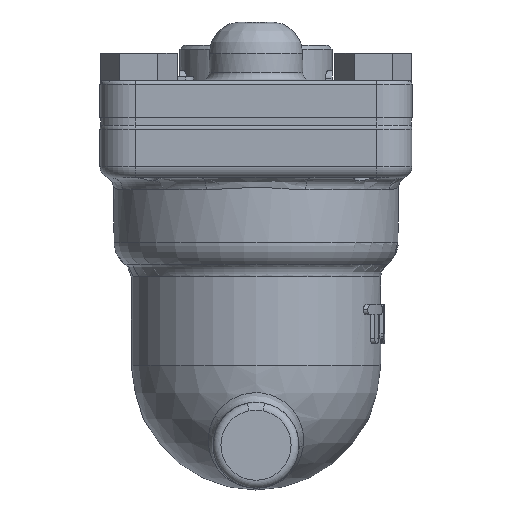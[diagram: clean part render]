
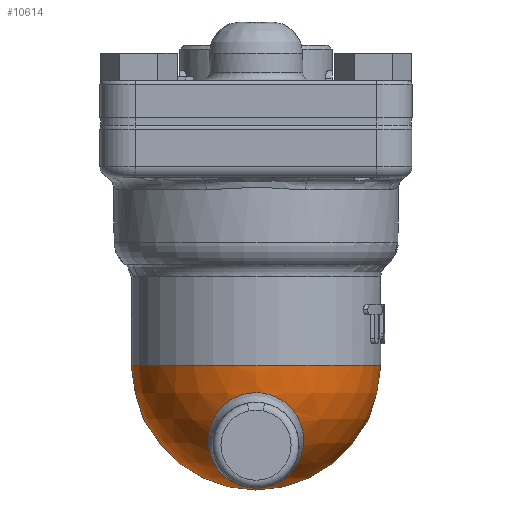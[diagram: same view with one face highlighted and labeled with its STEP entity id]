
A CAD part, left-side view. The second image highlights one B-rep face of the part: STEP entity #10614.
In plain terms, the highlighted spherical face has radius 32 mm.
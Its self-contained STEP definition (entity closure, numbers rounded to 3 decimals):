
#19=SPHERICAL_SURFACE('',#11689,32.);
#292=B_SPLINE_CURVE_WITH_KNOTS('',3,(#19945,#19946,#19947,#19948,#19949,
#19950,#19951,#19952),.UNSPECIFIED.,.F.,.F.,(4,1,1,1,1,4),(-8.475,
-7.87,-7.264,-6.861,-6.457,
-6.381),.UNSPECIFIED.);
#293=B_SPLINE_CURVE_WITH_KNOTS('',3,(#19954,#19955,#19956,#19957,#19958,
#19959,#19960,#19961,#19962,#19963,#19964,#19965,#19966,#19967),
 .UNSPECIFIED.,.F.,.F.,(4,1,1,1,1,1,1,1,1,1,1,4),(-6.381,-6.053,
-5.65,-5.246,-4.944,-4.843,
-3.632,-3.229,-2.825,-2.421,
-2.27,-2.144),.UNSPECIFIED.);
#294=B_SPLINE_CURVE_WITH_KNOTS('',3,(#19968,#19969,#19970,#19971,#19972,
#19973,#19974,#19975,#19976,#19977),.UNSPECIFIED.,.F.,.F.,(4,1,1,1,1,1,
1,4),(-2.144,-2.119,-1.967,-1.816,
-1.513,-1.211,-0.605,0.),
 .UNSPECIFIED.);
#1458=FACE_OUTER_BOUND('',#2153,.T.);
#2153=EDGE_LOOP('',(#8493,#8494,#8495,#8496,#8497,#8498,#8499,#8500,#8501,
#8502,#8503,#8504));
#3969=CIRCLE('',#11643,27.713);
#3972=CIRCLE('',#11647,16.);
#3974=CIRCLE('',#11650,27.713);
#3997=CIRCLE('',#11690,32.);
#3998=CIRCLE('',#11691,32.);
#3999=CIRCLE('',#11692,32.);
#4000=CIRCLE('',#11693,32.);
#4841=VERTEX_POINT('',#19008);
#4842=VERTEX_POINT('',#19013);
#4843=VERTEX_POINT('',#19018);
#4845=VERTEX_POINT('',#19023);
#4868=VERTEX_POINT('',#19942);
#4869=VERTEX_POINT('',#19944);
#4870=VERTEX_POINT('',#19953);
#4871=VERTEX_POINT('',#20000);
#4872=VERTEX_POINT('',#20003);
#6111=EDGE_CURVE('',#4842,#4841,#3969,.T.);
#6114=EDGE_CURVE('',#4843,#4842,#3972,.T.);
#6116=EDGE_CURVE('',#4845,#4843,#3974,.T.);
#6173=EDGE_CURVE('',#4868,#4869,#292,.T.);
#6174=EDGE_CURVE('',#4869,#4870,#293,.T.);
#6175=EDGE_CURVE('',#4870,#4868,#294,.T.);
#6177=EDGE_CURVE('',#4845,#4871,#3997,.T.);
#6178=EDGE_CURVE('',#4871,#4869,#3998,.T.);
#6179=EDGE_CURVE('',#4870,#4872,#3999,.T.);
#6180=EDGE_CURVE('',#4871,#4841,#4000,.T.);
#8493=ORIENTED_EDGE('',*,*,#6116,.F.);
#8494=ORIENTED_EDGE('',*,*,#6177,.T.);
#8495=ORIENTED_EDGE('',*,*,#6178,.T.);
#8496=ORIENTED_EDGE('',*,*,#6173,.F.);
#8497=ORIENTED_EDGE('',*,*,#6175,.F.);
#8498=ORIENTED_EDGE('',*,*,#6179,.T.);
#8499=ORIENTED_EDGE('',*,*,#6179,.F.);
#8500=ORIENTED_EDGE('',*,*,#6174,.F.);
#8501=ORIENTED_EDGE('',*,*,#6178,.F.);
#8502=ORIENTED_EDGE('',*,*,#6180,.T.);
#8503=ORIENTED_EDGE('',*,*,#6111,.F.);
#8504=ORIENTED_EDGE('',*,*,#6114,.F.);
#10614=ADVANCED_FACE('',(#1458),#19,.T.);
#11643=AXIS2_PLACEMENT_3D('',#19015,#13902,#13903);
#11647=AXIS2_PLACEMENT_3D('',#19020,#13910,#13911);
#11650=AXIS2_PLACEMENT_3D('',#19025,#13916,#13917);
#11689=AXIS2_PLACEMENT_3D('',#19999,#14005,#14006);
#11690=AXIS2_PLACEMENT_3D('',#20001,#14007,#14008);
#11691=AXIS2_PLACEMENT_3D('',#20002,#14009,#14010);
#11692=AXIS2_PLACEMENT_3D('',#20004,#14011,#14012);
#11693=AXIS2_PLACEMENT_3D('',#20005,#14013,#14014);
#13902=DIRECTION('center_axis',(0.,-1.,0.));
#13903=DIRECTION('ref_axis',(0.991,0.,-0.131));
#13910=DIRECTION('center_axis',(0.966,0.,
-0.259));
#13911=DIRECTION('ref_axis',(-0.259,0.,-0.966));
#13916=DIRECTION('center_axis',(0.,1.,0.));
#13917=DIRECTION('ref_axis',(0.991,0.,-0.131));
#14005=DIRECTION('center_axis',(0.,0.,1.));
#14006=DIRECTION('ref_axis',(1.,0.,0.));
#14007=DIRECTION('center_axis',(0.,0.,
-1.));
#14008=DIRECTION('ref_axis',(1.,0.,0.));
#14009=DIRECTION('center_axis',(0.,-1.,0.));
#14010=DIRECTION('ref_axis',(-1.,0.,0.));
#14011=DIRECTION('center_axis',(0.,-1.,0.));
#14012=DIRECTION('ref_axis',(-1.,0.,0.));
#14013=DIRECTION('center_axis',(0.,0.,
-1.));
#14014=DIRECTION('ref_axis',(1.,0.,0.));
#19008=CARTESIAN_POINT('',(-18.283,17.975,-28.));
#19013=CARTESIAN_POINT('',(-19.228,17.975,-35.173));
#19015=CARTESIAN_POINT('Origin',(-45.996,17.975,-28.));
#19018=CARTESIAN_POINT('',(-19.228,-14.025,-35.173));
#19020=CARTESIAN_POINT('Origin',(-19.228,1.975,-35.173));
#19023=CARTESIAN_POINT('',(-18.283,-14.025,-28.));
#19025=CARTESIAN_POINT('Origin',(-45.996,-14.025,-28.));
#19942=CARTESIAN_POINT('',(-67.161,-10.179,-48.696));
#19944=CARTESIAN_POINT('',(-77.208,1.975,-35.059));
#19945=CARTESIAN_POINT('Ctrl Pts',(-67.161,-10.179,-48.696));
#19946=CARTESIAN_POINT('Ctrl Pts',(-68.68,-10.372,
-47.03));
#19947=CARTESIAN_POINT('Ctrl Pts',(-71.581,-10.089,
-43.483));
#19948=CARTESIAN_POINT('Ctrl Pts',(-74.771,-7.427,
-38.898));
#19949=CARTESIAN_POINT('Ctrl Pts',(-76.646,-3.324,
-35.97));
#19950=CARTESIAN_POINT('Ctrl Pts',(-77.171,-0.099,-35.119));
#19951=CARTESIAN_POINT('Ctrl Pts',(-77.208,1.692,-35.059));
#19952=CARTESIAN_POINT('Ctrl Pts',(-77.208,1.975,-35.059));
#19953=CARTESIAN_POINT('',(-51.464,1.975,-59.529));
#19954=CARTESIAN_POINT('Ctrl Pts',(-77.208,1.975,-35.059));
#19955=CARTESIAN_POINT('Ctrl Pts',(-77.207,3.2,-35.061));
#19956=CARTESIAN_POINT('Ctrl Pts',(-76.951,5.936,-35.476));
#19957=CARTESIAN_POINT('Ctrl Pts',(-75.731,9.603,-37.416));
#19958=CARTESIAN_POINT('Ctrl Pts',(-73.869,12.144,-40.208));
#19959=CARTESIAN_POINT('Ctrl Pts',(-72.23,13.282,-42.485));
#19960=CARTESIAN_POINT('Ctrl Pts',(-68.691,14.795,-47.167));
#19961=CARTESIAN_POINT('Ctrl Pts',(-64.229,13.848,-52.109));
#19962=CARTESIAN_POINT('Ctrl Pts',(-58.76,10.586,-56.169));
#19963=CARTESIAN_POINT('Ctrl Pts',(-55.492,8.065,-58.063));
#19964=CARTESIAN_POINT('Ctrl Pts',(-53.006,5.642,-59.062));
#19965=CARTESIAN_POINT('Ctrl Pts',(-51.686,3.48,-59.468));
#19966=CARTESIAN_POINT('Ctrl Pts',(-51.468,2.443,-59.529));
#19967=CARTESIAN_POINT('Ctrl Pts',(-51.465,1.974,-59.529));
#19968=CARTESIAN_POINT('Ctrl Pts',(-51.465,1.974,-59.529));
#19969=CARTESIAN_POINT('Ctrl Pts',(-51.465,1.88,-59.529));
#19970=CARTESIAN_POINT('Ctrl Pts',(-51.487,1.224,-59.522));
#19971=CARTESIAN_POINT('Ctrl Pts',(-51.9,0.039,
-59.407));
#19972=CARTESIAN_POINT('Ctrl Pts',(-53.167,-1.792,
-58.994));
#19973=CARTESIAN_POINT('Ctrl Pts',(-55.095,-3.727,
-58.209));
#19974=CARTESIAN_POINT('Ctrl Pts',(-58.347,-6.375,
-56.473));
#19975=CARTESIAN_POINT('Ctrl Pts',(-62.466,-8.93,
-53.482));
#19976=CARTESIAN_POINT('Ctrl Pts',(-65.642,-9.987,
-50.362));
#19977=CARTESIAN_POINT('Ctrl Pts',(-67.161,-10.179,-48.696));
#19999=CARTESIAN_POINT('Origin',(-45.996,1.975,-28.));
#20000=CARTESIAN_POINT('',(-77.996,1.975,-28.));
#20001=CARTESIAN_POINT('Origin',(-45.996,1.975,-28.));
#20002=CARTESIAN_POINT('Origin',(-45.996,1.975,-28.));
#20003=CARTESIAN_POINT('',(-45.996,1.975,-60.));
#20004=CARTESIAN_POINT('Origin',(-45.996,1.975,-28.));
#20005=CARTESIAN_POINT('Origin',(-45.996,1.975,-28.));
